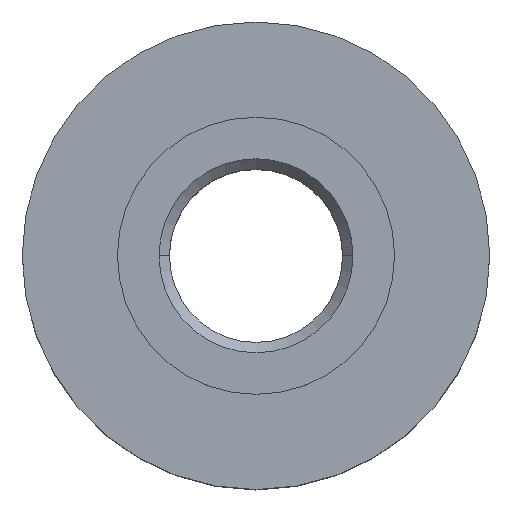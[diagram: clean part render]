
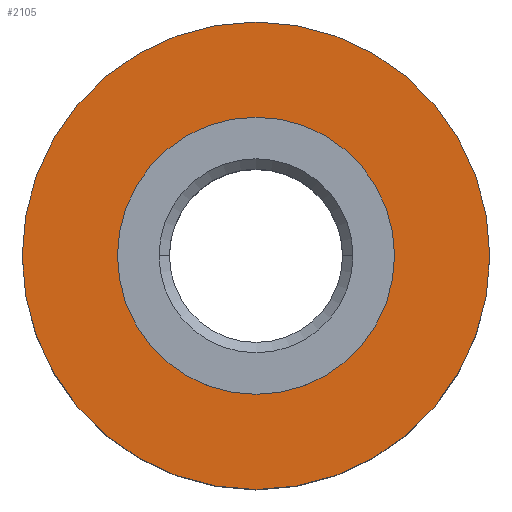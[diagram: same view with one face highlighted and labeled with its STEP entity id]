
A CAD part, top view. The second image highlights one B-rep face of the part: STEP entity #2105.
In plain terms, the highlighted planar face has unit normal (0, 0, 1).
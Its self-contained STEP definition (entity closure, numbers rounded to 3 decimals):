
#291 = EDGE_CURVE ( 'NONE', #3376, #3378, #2904, .T. ) ;
#292 = EDGE_CURVE ( 'NONE', #3386, #3394, #2903, .T. ) ;
#580 = FACE_BOUND ( 'NONE', #3454, .T. ) ;
#582 = FACE_OUTER_BOUND ( 'NONE', #3440, .T. ) ;
#766 = CIRCLE ( 'NONE', #4435, 6.75 ) ;
#767 = CIRCLE ( 'NONE', #4434, 4. ) ;
#1154 = DIRECTION ( 'NONE',  ( 0., 0., 1. ) ) ;
#1157 = CARTESIAN_POINT ( 'NONE',  ( 0., 0., 3.5 ) ) ;
#1165 = DIRECTION ( 'NONE',  ( 1., 0., 0. ) ) ;
#1168 = DIRECTION ( 'NONE',  ( 0., 0., 1. ) ) ;
#1169 = CARTESIAN_POINT ( 'NONE',  ( 0., 0., 3.5 ) ) ;
#1311 = DIRECTION ( 'NONE',  ( 1., 0., 0. ) ) ;
#1402 = AXIS2_PLACEMENT_3D ( 'NONE', #3603, #3602, #3607 ) ;
#1697 = CARTESIAN_POINT ( 'NONE',  ( 0., 0., 3.5 ) ) ;
#1698 = DIRECTION ( 'NONE',  ( 0., 0., 1. ) ) ;
#1699 = DIRECTION ( 'NONE',  ( 1., 0., 0. ) ) ;
#1701 = CARTESIAN_POINT ( 'NONE',  ( 0., 0., 3.5 ) ) ;
#1702 = DIRECTION ( 'NONE',  ( 0., 0., 1. ) ) ;
#1703 = DIRECTION ( 'NONE',  ( 1., 0., 0. ) ) ;
#2105 = ADVANCED_FACE ( 'NONE', ( #580, #582 ), #3605, .F. ) ;
#2308 = ORIENTED_EDGE ( 'NONE', *, *, #291, .T. ) ;
#2309 = ORIENTED_EDGE ( 'NONE', *, *, #4169, .T. ) ;
#2310 = ORIENTED_EDGE ( 'NONE', *, *, #292, .F. ) ;
#2311 = ORIENTED_EDGE ( 'NONE', *, *, #4168, .F. ) ;
#2903 = CIRCLE ( 'NONE', #5234, 4. ) ;
#2904 = CIRCLE ( 'NONE', #5233, 6.75 ) ;
#3376 = VERTEX_POINT ( 'NONE', #4061 ) ;
#3378 = VERTEX_POINT ( 'NONE', #4063 ) ;
#3386 = VERTEX_POINT ( 'NONE', #4071 ) ;
#3394 = VERTEX_POINT ( 'NONE', #4079 ) ;
#3440 = EDGE_LOOP ( 'NONE', ( #2309, #2308 ) ) ;
#3454 = EDGE_LOOP ( 'NONE', ( #2311, #2310 ) ) ;
#3602 = DIRECTION ( 'NONE',  ( 0., 0., -1. ) ) ;
#3603 = CARTESIAN_POINT ( 'NONE',  ( 0., 6.75, 3.5 ) ) ;
#3605 = PLANE ( 'NONE',  #1402 ) ;
#3607 = DIRECTION ( 'NONE',  ( -1., 0., 0. ) ) ;
#4061 = CARTESIAN_POINT ( 'NONE',  ( -6.75, 0., 3.5 ) ) ;
#4063 = CARTESIAN_POINT ( 'NONE',  ( 6.75, 0., 3.5 ) ) ;
#4071 = CARTESIAN_POINT ( 'NONE',  ( -4., 0., 3.5 ) ) ;
#4079 = CARTESIAN_POINT ( 'NONE',  ( 4., 0., 3.5 ) ) ;
#4168 = EDGE_CURVE ( 'NONE', #3394, #3386, #767, .T. ) ;
#4169 = EDGE_CURVE ( 'NONE', #3378, #3376, #766, .T. ) ;
#4434 = AXIS2_PLACEMENT_3D ( 'NONE', #1697, #1698, #1699 ) ;
#4435 = AXIS2_PLACEMENT_3D ( 'NONE', #1701, #1702, #1703 ) ;
#5233 = AXIS2_PLACEMENT_3D ( 'NONE', #1169, #1168, #1165 ) ;
#5234 = AXIS2_PLACEMENT_3D ( 'NONE', #1157, #1154, #1311 ) ;
